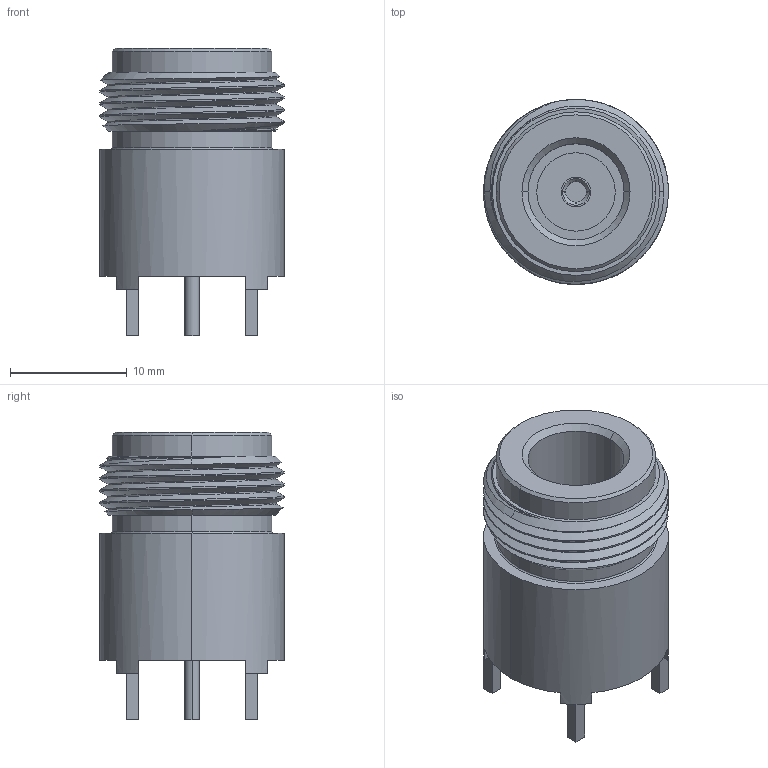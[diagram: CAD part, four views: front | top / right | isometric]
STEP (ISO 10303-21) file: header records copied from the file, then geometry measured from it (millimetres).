
FILE_DESCRIPTION (( 'STEP AP214' ), '1' );
FILE_NAME ('FMCN44219_3D.step', '2023-03-07T18:46:38', ( '' ), ( '' ), 'SwSTEP 2.0', 'SolidWorks 2022', '' );
FILE_SCHEMA (( 'AUTOMOTIVE_DESIGN' ));
Length unit declared in the file: inch
Products named in the file (1): FMCN44219_3D
Bounding box: 15.88 x 15.88 x 24.64 mm (x, y, z)
Volume: 3070.1 mm3; surface area: 2007 mm2
Topology: 1 solids, 1 shells, 120 faces, 308 edges, 199 vertices
Faces by surface type: plane 63, cylinder 38, cone 14, bspline 3, torus 2
Entity records: 5043 total; most frequent: CARTESIAN_POINT 2175, ORIENTED_EDGE 616, DIRECTION 553, EDGE_CURVE 308, AXIS2_PLACEMENT_3D 201, VERTEX_POINT 199, LINE 151, VECTOR 151
